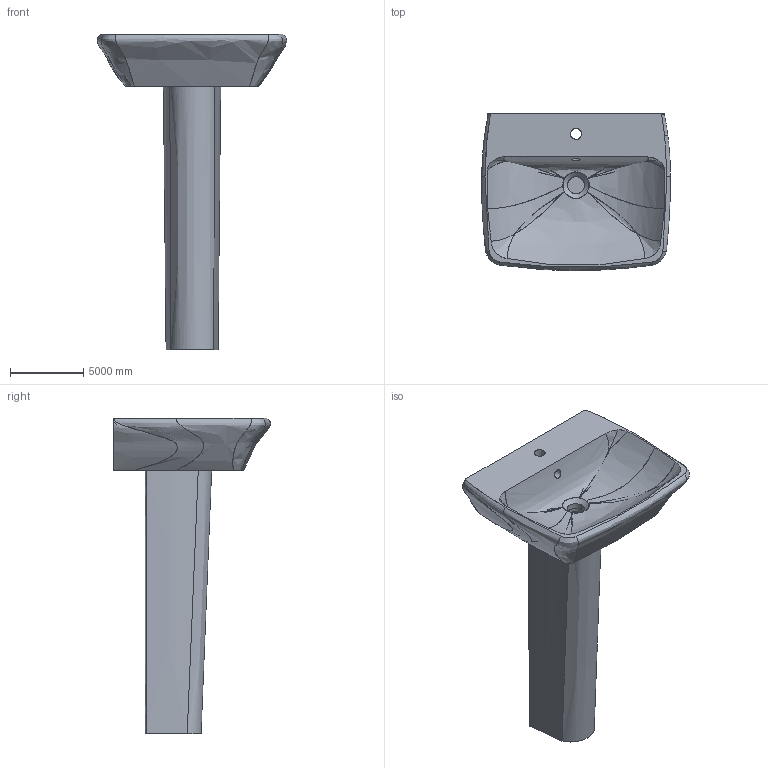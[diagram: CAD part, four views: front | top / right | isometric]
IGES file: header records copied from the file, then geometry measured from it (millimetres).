
Start section:  Autodesk DirectConnect version 8.0.53.0 ---- IGES version 5.3
Global section: file name: 102002.igs; native system: Autodesk DirectConnect 8.0.53.0; preprocessor: 8.0.53.0; author: Dario; organization: Unknown; date: 20180603.144611; units: inch
Bounding box: 12937.54 x 10755.02 x 21590 mm (x, y, z)
Surface area: 709066151.4 mm2 (no closed solid volume)
Topology: 0 solids, 0 shells, 41 faces, 450 edges, 446 vertices
Faces by surface type: bspline 41
